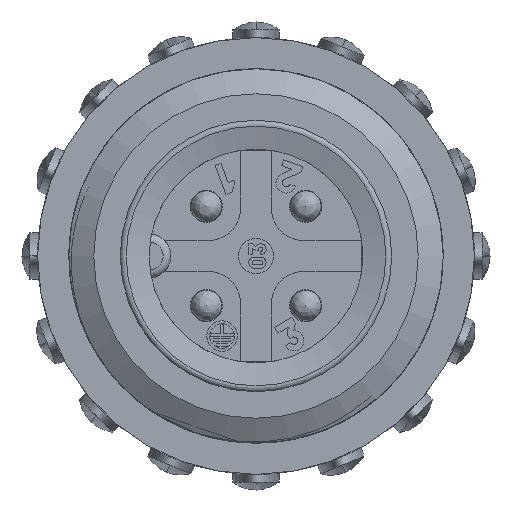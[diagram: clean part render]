
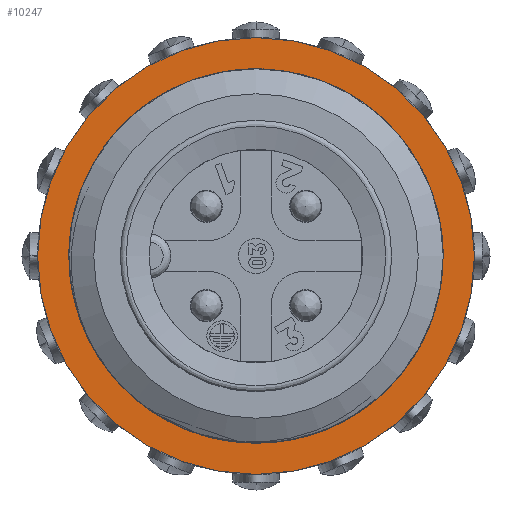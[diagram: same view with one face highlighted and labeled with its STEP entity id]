
A CAD part, left-side view. The second image highlights one B-rep face of the part: STEP entity #10247.
In plain terms, the highlighted planar face has unit normal (-1, 0, 0).
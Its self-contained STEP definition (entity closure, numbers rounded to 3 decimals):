
#7510=PLANE('',#20562);
#8050=CIRCLE('',#20561,14.);
#10004=FACE_BOUND('',#11849,.T.);
#10005=FACE_BOUND('',#11850,.T.);
#10247=ADVANCED_FACE('',(#10004,#10005),#7510,.T.);
#11849=EDGE_LOOP('',(#13009,#13010,#13011,#13012,#13013,#13014));
#11850=EDGE_LOOP('',(#13015));
#13009=ORIENTED_EDGE('',*,*,#18448,.T.);
#13010=ORIENTED_EDGE('',*,*,#18425,.T.);
#13011=ORIENTED_EDGE('',*,*,#18429,.T.);
#13012=ORIENTED_EDGE('',*,*,#18432,.T.);
#13013=ORIENTED_EDGE('',*,*,#18435,.T.);
#13014=ORIENTED_EDGE('',*,*,#18438,.T.);
#13015=ORIENTED_EDGE('',*,*,#18449,.T.);
#17028=VERTEX_POINT('',#29060);
#17030=VERTEX_POINT('',#29066);
#17032=VERTEX_POINT('',#29253);
#17035=VERTEX_POINT('',#29482);
#17036=VERTEX_POINT('',#29708);
#17039=VERTEX_POINT('',#29856);
#17046=VERTEX_POINT('',#30263);
#18425=EDGE_CURVE('',#17030,#17028,#20461,.T.);
#18429=EDGE_CURVE('',#17028,#17032,#20463,.T.);
#18432=EDGE_CURVE('',#17032,#17035,#20465,.T.);
#18435=EDGE_CURVE('',#17035,#17036,#20468,.T.);
#18438=EDGE_CURVE('',#17036,#17039,#20470,.T.);
#18448=EDGE_CURVE('',#17039,#17030,#20473,.T.);
#18449=EDGE_CURVE('',#17046,#17046,#8050,.T.);
#20461=B_SPLINE_CURVE_WITH_KNOTS('',3,(#29062,#29063,#29064,#29065),
 .UNSPECIFIED.,.F.,.F.,(4,4),(0.,1.),.UNSPECIFIED.);
#20463=B_SPLINE_CURVE_WITH_KNOTS('',3,(#29255,#29256,#29257,#29258,#29259,
#29260,#29261,#29262,#29263,#29264,#29265,#29266,#29267,#29268),
 .UNSPECIFIED.,.F.,.F.,(4,2,2,2,2,2,4),(0.,0.063,0.094,
0.125,0.25,0.5,1.),.UNSPECIFIED.);
#20465=B_SPLINE_CURVE_WITH_KNOTS('',3,(#29483,#29484,#29485,#29486,#29487,
#29488,#29489,#29490,#29491,#29492,#29493,#29494,#29495,#29496,#29497),
 .UNSPECIFIED.,.F.,.F.,(4,2,2,2,1,2,2,4),(0.,0.5,0.625,
0.75,0.813,0.844,0.875,
1.),.UNSPECIFIED.);
#20468=B_SPLINE_CURVE_WITH_KNOTS('',3,(#29710,#29711,#29712,#29713),
 .UNSPECIFIED.,.F.,.F.,(4,4),(0.,1.),.UNSPECIFIED.);
#20470=B_SPLINE_CURVE_WITH_KNOTS('',3,(#29857,#29858,#29859,#29860,#29861,
#29862,#29863,#29864,#29865,#29866,#29867,#29868,#29869,#29870),
 .UNSPECIFIED.,.F.,.F.,(4,2,2,2,2,2,4),(0.,0.063,0.125,0.25,
0.375,0.5,1.),.UNSPECIFIED.);
#20473=B_SPLINE_CURVE_WITH_KNOTS('',3,(#30089,#30090,#30091,#30092,#30093,
#30094,#30095,#30096,#30097,#30098,#30099,#30100,#30101,#30102,#30103,#30104,
#30105),.UNSPECIFIED.,.F.,.F.,(4,2,2,2,1,2,2,2,4),(0.,0.25,
0.5,0.75,0.813,0.844,
0.875,0.938,1.),.UNSPECIFIED.);
#20561=AXIS2_PLACEMENT_3D('',#30262,#21715,#21716);
#20562=AXIS2_PLACEMENT_3D('',#30264,#21717,#21718);
#21715=DIRECTION('',(-1.,0.,0.));
#21716=DIRECTION('',(0.,-1.,0.));
#21717=DIRECTION('',(-1.,0.,0.));
#21718=DIRECTION('',(0.,1.,0.));
#29060=CARTESIAN_POINT('',(-8.791,37.109,42.238));
#29062=CARTESIAN_POINT('',(-8.791,37.4,39.464));
#29063=CARTESIAN_POINT('',(-8.791,37.419,40.397));
#29064=CARTESIAN_POINT('',(-8.791,37.323,41.33));
#29065=CARTESIAN_POINT('',(-8.791,37.109,42.238));
#29066=CARTESIAN_POINT('',(-8.791,37.4,39.464));
#29253=CARTESIAN_POINT('',(-8.791,26.799,51.959));
#29255=CARTESIAN_POINT('',(-8.791,37.109,42.238));
#29256=CARTESIAN_POINT('',(-8.791,37.047,42.499));
#29257=CARTESIAN_POINT('',(-8.791,36.978,42.795));
#29258=CARTESIAN_POINT('',(-8.791,36.9,43.135));
#29259=CARTESIAN_POINT('',(-8.791,36.871,43.252));
#29260=CARTESIAN_POINT('',(-8.791,36.806,43.496));
#29261=CARTESIAN_POINT('',(-8.791,36.779,43.592));
#29262=CARTESIAN_POINT('',(-8.791,36.537,44.401));
#29263=CARTESIAN_POINT('',(-8.791,36.332,44.957));
#29264=CARTESIAN_POINT('',(-8.791,35.472,46.795));
#29265=CARTESIAN_POINT('',(-8.791,34.71,47.881));
#29266=CARTESIAN_POINT('',(-8.791,31.905,50.677));
#29267=CARTESIAN_POINT('',(-8.791,29.447,51.795));
#29268=CARTESIAN_POINT('',(-8.791,26.799,51.959));
#29482=CARTESIAN_POINT('',(-8.791,15.369,43.584));
#29483=CARTESIAN_POINT('',(-8.791,26.799,51.959));
#29484=CARTESIAN_POINT('',(-8.791,24.133,52.123));
#29485=CARTESIAN_POINT('',(-8.791,21.539,51.301));
#29486=CARTESIAN_POINT('',(-8.791,18.932,49.261));
#29487=CARTESIAN_POINT('',(-8.791,18.451,48.812));
#29488=CARTESIAN_POINT('',(-8.791,17.572,47.831));
#29489=CARTESIAN_POINT('',(-8.791,17.153,47.268));
#29490=CARTESIAN_POINT('',(-8.791,16.647,46.458));
#29491=CARTESIAN_POINT('',(-8.791,16.407,46.037));
#29492=CARTESIAN_POINT('',(-8.791,16.187,45.592));
#29493=CARTESIAN_POINT('',(-8.791,16.044,45.291));
#29494=CARTESIAN_POINT('',(-8.791,15.962,45.109));
#29495=CARTESIAN_POINT('',(-8.791,15.687,44.468));
#29496=CARTESIAN_POINT('',(-8.791,15.528,44.028));
#29497=CARTESIAN_POINT('',(-8.791,15.369,43.584));
#29708=CARTESIAN_POINT('',(-8.791,14.739,40.867));
#29710=CARTESIAN_POINT('',(-8.791,15.369,43.584));
#29711=CARTESIAN_POINT('',(-8.791,15.045,42.71));
#29712=CARTESIAN_POINT('',(-8.791,14.834,41.794));
#29713=CARTESIAN_POINT('',(-8.791,14.739,40.867));
#29856=CARTESIAN_POINT('',(-8.791,25.414,29.59));
#29857=CARTESIAN_POINT('',(-8.791,14.739,40.867));
#29858=CARTESIAN_POINT('',(-8.791,14.705,40.538));
#29859=CARTESIAN_POINT('',(-8.791,14.706,40.109));
#29860=CARTESIAN_POINT('',(-8.791,14.753,39.392));
#29861=CARTESIAN_POINT('',(-8.791,14.801,39.019));
#29862=CARTESIAN_POINT('',(-8.791,15.,37.955));
#29863=CARTESIAN_POINT('',(-8.791,15.223,37.227));
#29864=CARTESIAN_POINT('',(-8.791,15.79,35.878));
#29865=CARTESIAN_POINT('',(-8.791,16.132,35.242));
#29866=CARTESIAN_POINT('',(-8.791,16.935,34.046));
#29867=CARTESIAN_POINT('',(-8.791,17.417,33.465));
#29868=CARTESIAN_POINT('',(-8.791,19.908,30.966));
#29869=CARTESIAN_POINT('',(-8.791,22.579,29.766));
#29870=CARTESIAN_POINT('',(-8.791,25.414,29.59));
#30089=CARTESIAN_POINT('',(-8.791,25.414,29.59));
#30090=CARTESIAN_POINT('',(-8.791,26.853,29.501));
#30091=CARTESIAN_POINT('',(-8.791,28.284,29.681));
#30092=CARTESIAN_POINT('',(-8.791,30.976,30.528));
#30093=CARTESIAN_POINT('',(-8.791,32.192,31.166));
#30094=CARTESIAN_POINT('',(-8.791,34.419,32.911));
#30095=CARTESIAN_POINT('',(-8.791,35.3,33.897));
#30096=CARTESIAN_POINT('',(-8.791,36.216,35.451));
#30097=CARTESIAN_POINT('',(-8.791,36.464,35.924));
#30098=CARTESIAN_POINT('',(-8.791,36.673,36.406));
#30099=CARTESIAN_POINT('',(-8.791,36.803,36.73));
#30100=CARTESIAN_POINT('',(-8.791,36.853,36.862));
#30101=CARTESIAN_POINT('',(-8.791,37.054,37.446));
#30102=CARTESIAN_POINT('',(-8.791,37.15,37.783));
#30103=CARTESIAN_POINT('',(-8.791,37.34,38.685));
#30104=CARTESIAN_POINT('',(-8.791,37.392,39.095));
#30105=CARTESIAN_POINT('',(-8.791,37.4,39.464));
#30262=CARTESIAN_POINT('',(-8.791,26.156,41.567));
#30263=CARTESIAN_POINT('',(-8.791,12.156,41.567));
#30264=CARTESIAN_POINT('',(-8.791,9.03,58.72));
